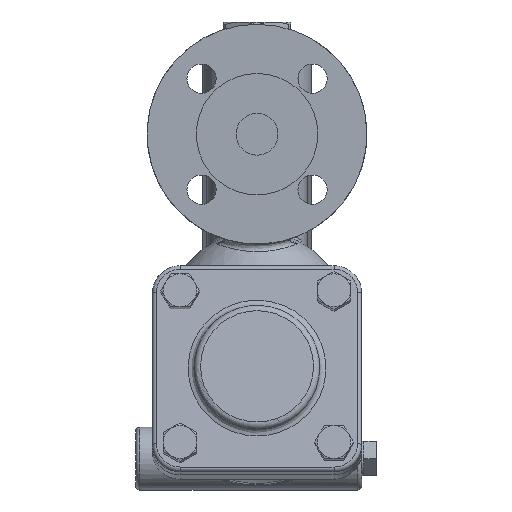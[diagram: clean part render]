
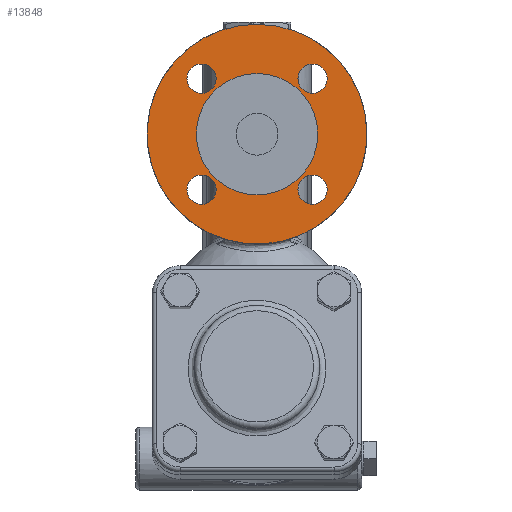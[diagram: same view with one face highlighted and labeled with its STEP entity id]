
A CAD part, left-side view. The second image highlights one B-rep face of the part: STEP entity #13848.
In plain terms, the highlighted planar face has unit normal (-1, 0, 0).
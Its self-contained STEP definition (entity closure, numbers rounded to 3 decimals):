
#13093=CARTESIAN_POINT('',(-48.0,0.,52.5));
#13094=VERTEX_POINT('',#13093);
#13095=CARTESIAN_POINT('',(-48.0,0.0,0.0));
#13096=DIRECTION('',(1.0,0.0,0.0));
#13097=DIRECTION('',(0.0,-1.0,0.0));
#13098=AXIS2_PLACEMENT_3D('',#13095,#13096,#13097);
#13099=CIRCLE('',#13098,52.5);
#13100=EDGE_CURVE('',#13094,#13094,#13099,.T.);
#13385=CARTESIAN_POINT('',(-48.0,33.517,26.517));
#13386=VERTEX_POINT('',#13385);
#13387=CARTESIAN_POINT('',(-48.,26.517,26.517));
#13388=DIRECTION('',(1.0,0.0,0.0));
#13389=DIRECTION('',(0.0,1.0,0.0));
#13390=AXIS2_PLACEMENT_3D('',#13387,#13388,#13389);
#13391=CIRCLE('',#13390,7.);
#13392=EDGE_CURVE('',#13386,#13386,#13391,.T.);
#13426=CARTESIAN_POINT('',(-48.0,26.517,-33.517));
#13427=VERTEX_POINT('',#13426);
#13428=CARTESIAN_POINT('',(-48.,26.517,-26.517));
#13429=DIRECTION('',(1.0,0.0,0.0));
#13430=DIRECTION('',(0.0,0.0,-1.0));
#13431=AXIS2_PLACEMENT_3D('',#13428,#13429,#13430);
#13432=CIRCLE('',#13431,7.);
#13433=EDGE_CURVE('',#13427,#13427,#13432,.T.);
#13467=CARTESIAN_POINT('',(-48.0,-33.517,-26.517));
#13468=VERTEX_POINT('',#13467);
#13469=CARTESIAN_POINT('',(-48.,-26.517,-26.517));
#13470=DIRECTION('',(1.0,0.0,0.0));
#13471=DIRECTION('',(0.0,-1.0,0.0));
#13472=AXIS2_PLACEMENT_3D('',#13469,#13470,#13471);
#13473=CIRCLE('',#13472,7.);
#13474=EDGE_CURVE('',#13468,#13468,#13473,.T.);
#13508=CARTESIAN_POINT('',(-48.0,-26.517,33.517));
#13509=VERTEX_POINT('',#13508);
#13510=CARTESIAN_POINT('',(-48.,-26.517,26.517));
#13511=DIRECTION('',(1.0,0.0,0.0));
#13512=DIRECTION('',(0.0,0.0,1.0));
#13513=AXIS2_PLACEMENT_3D('',#13510,#13511,#13512);
#13514=CIRCLE('',#13513,7.);
#13515=EDGE_CURVE('',#13509,#13509,#13514,.T.);
#13802=CARTESIAN_POINT('',(-48.0,0.,29.));
#13803=VERTEX_POINT('',#13802);
#13804=CARTESIAN_POINT('',(-48.0,0.0,0.0));
#13805=DIRECTION('',(-1.0,0.0,0.0));
#13806=DIRECTION('',(0.0,0.0,-1.0));
#13807=AXIS2_PLACEMENT_3D('',#13804,#13805,#13806);
#13808=CIRCLE('',#13807,29.);
#13809=EDGE_CURVE('',#13803,#13803,#13808,.T.);
#13825=CARTESIAN_POINT('',(-48.0,0.0,0.0));
#13826=DIRECTION('',(1.0,0.0,0.0));
#13827=DIRECTION('',(0.0,0.0,-1.0));
#13828=AXIS2_PLACEMENT_3D('',#13825,#13826,#13827);
#13829=PLANE('',#13828);
#13830=ORIENTED_EDGE('',*,*,#13100,.F.);
#13831=EDGE_LOOP('',(#13830));
#13832=FACE_OUTER_BOUND('',#13831,.T.);
#13833=ORIENTED_EDGE('',*,*,#13392,.T.);
#13834=EDGE_LOOP('',(#13833));
#13835=FACE_BOUND('',#13834,.T.);
#13836=ORIENTED_EDGE('',*,*,#13433,.T.);
#13837=EDGE_LOOP('',(#13836));
#13838=FACE_BOUND('',#13837,.T.);
#13839=ORIENTED_EDGE('',*,*,#13474,.T.);
#13840=EDGE_LOOP('',(#13839));
#13841=FACE_BOUND('',#13840,.T.);
#13842=ORIENTED_EDGE('',*,*,#13515,.T.);
#13843=EDGE_LOOP('',(#13842));
#13844=FACE_BOUND('',#13843,.T.);
#13845=ORIENTED_EDGE('',*,*,#13809,.F.);
#13846=EDGE_LOOP('',(#13845));
#13847=FACE_BOUND('',#13846,.T.);
#13848=ADVANCED_FACE('',(#13832,#13835,#13838,#13841,#13844,#13847),#13829,.F.);
